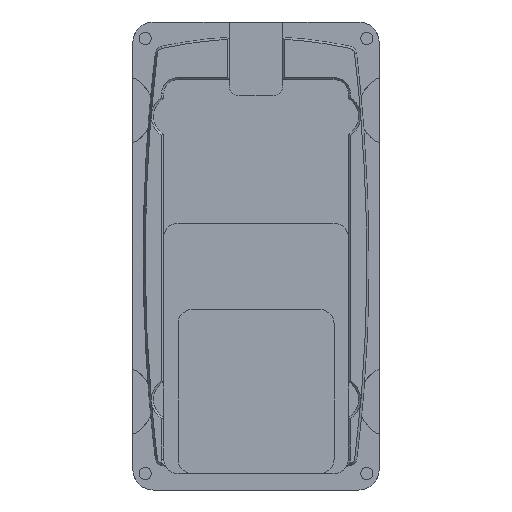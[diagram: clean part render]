
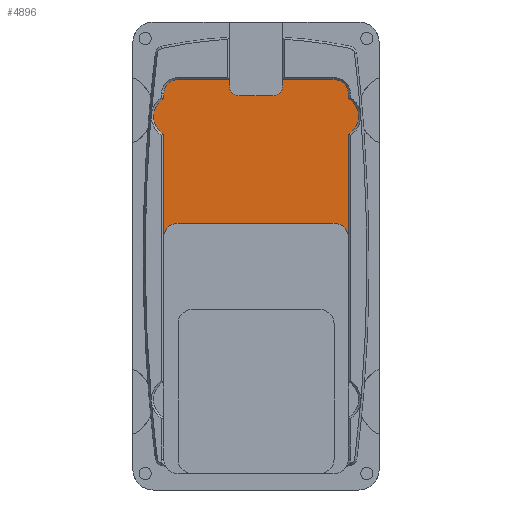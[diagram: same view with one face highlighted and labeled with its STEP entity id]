
A CAD part, front view. The second image highlights one B-rep face of the part: STEP entity #4896.
In plain terms, the highlighted planar face has unit normal (0, -1, 0).
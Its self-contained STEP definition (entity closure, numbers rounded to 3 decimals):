
#99 = VECTOR ( 'NONE', #2119, 1000. ) ;
#122 = ORIENTED_EDGE ( 'NONE', *, *, #4626, .T. ) ;
#134 = EDGE_CURVE ( 'NONE', #1785, #1766, #1874, .T. ) ;
#167 = DIRECTION ( 'NONE',  ( 0., 0., -1. ) ) ;
#259 = CARTESIAN_POINT ( 'NONE',  ( -32.952, 5., 0. ) ) ;
#267 = DIRECTION ( 'NONE',  ( -1., 0., 0. ) ) ;
#306 = CIRCLE ( 'NONE', #1937, 2.5 ) ;
#384 = EDGE_CURVE ( 'NONE', #4725, #3699, #1371, .T. ) ;
#401 = EDGE_CURVE ( 'NONE', #967, #5972, #4823, .T. ) ;
#468 = VERTEX_POINT ( 'NONE', #4925 ) ;
#617 = DIRECTION ( 'NONE',  ( 0., 0., -1. ) ) ;
#619 = DIRECTION ( 'NONE',  ( 0., 0., -1. ) ) ;
#640 = CARTESIAN_POINT ( 'NONE',  ( -16.952, 5., 62.746 ) ) ;
#785 = CIRCLE ( 'NONE', #2731, 3.5 ) ;
#858 = EDGE_CURVE ( 'NONE', #3114, #5972, #4985, .T. ) ;
#967 = VERTEX_POINT ( 'NONE', #3092 ) ;
#998 = LINE ( 'NONE', #3913, #3799 ) ;
#1083 = CARTESIAN_POINT ( 'NONE',  ( -29.452, 5., 63.246 ) ) ;
#1086 = CARTESIAN_POINT ( 'NONE',  ( 0., 5., 0. ) ) ;
#1091 = DIRECTION ( 'NONE',  ( 0., 1., 0. ) ) ;
#1116 = DIRECTION ( 'NONE',  ( 0., 0., -1. ) ) ;
#1123 = LINE ( 'NONE', #1190, #4772 ) ;
#1163 = CARTESIAN_POINT ( 'NONE',  ( -3.952, 5., 66.746 ) ) ;
#1190 = CARTESIAN_POINT ( 'NONE',  ( 12.048, 5., 0. ) ) ;
#1194 = CIRCLE ( 'NONE', #1388, 5. ) ;
#1217 = DIRECTION ( 'NONE',  ( 0., 0., -1. ) ) ;
#1220 = VERTEX_POINT ( 'NONE', #3968 ) ;
#1235 = DIRECTION ( 'NONE',  ( 0., 0., -1. ) ) ;
#1248 = EDGE_CURVE ( 'NONE', #1314, #2052, #998, .T. ) ;
#1253 = LINE ( 'NONE', #3274, #5490 ) ;
#1256 = ORIENTED_EDGE ( 'NONE', *, *, #3808, .F. ) ;
#1273 = CARTESIAN_POINT ( 'NONE',  ( -16.952, 5., 66.746 ) ) ;
#1314 = VERTEX_POINT ( 'NONE', #1163 ) ;
#1327 = DIRECTION ( 'NONE',  ( 0., -1., 0. ) ) ;
#1358 = ORIENTED_EDGE ( 'NONE', *, *, #384, .T. ) ;
#1361 = CARTESIAN_POINT ( 'NONE',  ( 8.548, 5., 63.246 ) ) ;
#1371 = CIRCLE ( 'NONE', #3003, 3.5 ) ;
#1388 = AXIS2_PLACEMENT_3D ( 'NONE', #4987, #5460, #4534 ) ;
#1564 = AXIS2_PLACEMENT_3D ( 'NONE', #2761, #4683, #4246 ) ;
#1633 = DIRECTION ( 'NONE',  ( 1., 0., 0. ) ) ;
#1681 = CARTESIAN_POINT ( 'NONE',  ( -29.452, 5., 28.246 ) ) ;
#1766 = VERTEX_POINT ( 'NONE', #2254 ) ;
#1785 = VERTEX_POINT ( 'NONE', #3277 ) ;
#1865 = CARTESIAN_POINT ( 'NONE',  ( 8.548, 5., 28.246 ) ) ;
#1874 = CIRCLE ( 'NONE', #1564, 5. ) ;
#1937 = AXIS2_PLACEMENT_3D ( 'NONE', #3015, #1091, #2568 ) ;
#1984 = PLANE ( 'NONE',  #5556 ) ;
#2046 = DIRECTION ( 'NONE',  ( 0., 0., -1. ) ) ;
#2052 = VERTEX_POINT ( 'NONE', #4139 ) ;
#2069 = CARTESIAN_POINT ( 'NONE',  ( 12.048, 5., 63.246 ) ) ;
#2077 = ORIENTED_EDGE ( 'NONE', *, *, #4078, .F. ) ;
#2087 = VERTEX_POINT ( 'NONE', #2069 ) ;
#2119 = DIRECTION ( 'NONE',  ( -1., 0., 0. ) ) ;
#2186 = VERTEX_POINT ( 'NONE', #2775 ) ;
#2254 = CARTESIAN_POINT ( 'NONE',  ( 12.048, 5., 62.077 ) ) ;
#2265 = LINE ( 'NONE', #6101, #5357 ) ;
#2343 = CARTESIAN_POINT ( 'NONE',  ( -32.952, 5., 62.077 ) ) ;
#2346 = CARTESIAN_POINT ( 'NONE',  ( -29.452, 5., 31.746 ) ) ;
#2355 = VECTOR ( 'NONE', #1633, 1000. ) ;
#2461 = VECTOR ( 'NONE', #617, 1000. ) ;
#2538 = DIRECTION ( 'NONE',  ( 0., 0., -1. ) ) ;
#2568 = DIRECTION ( 'NONE',  ( 0., 0., -1. ) ) ;
#2727 = ORIENTED_EDGE ( 'NONE', *, *, #5380, .T. ) ;
#2731 = AXIS2_PLACEMENT_3D ( 'NONE', #1361, #1327, #1235 ) ;
#2761 = CARTESIAN_POINT ( 'NONE',  ( 9.548, 5., 57.746 ) ) ;
#2765 = LINE ( 'NONE', #5550, #3786 ) ;
#2774 = CARTESIAN_POINT ( 'NONE',  ( 12.048, 5., 28.246 ) ) ;
#2775 = CARTESIAN_POINT ( 'NONE',  ( 8.548, 5., 66.746 ) ) ;
#2794 = VERTEX_POINT ( 'NONE', #4819 ) ;
#2797 = ORIENTED_EDGE ( 'NONE', *, *, #5098, .T. ) ;
#2933 = CARTESIAN_POINT ( 'NONE',  ( -16.952, 5., 0. ) ) ;
#2943 = ORIENTED_EDGE ( 'NONE', *, *, #3832, .F. ) ;
#3003 = AXIS2_PLACEMENT_3D ( 'NONE', #1083, #4120, #2046 ) ;
#3015 = CARTESIAN_POINT ( 'NONE',  ( -6.452, 5., 65.246 ) ) ;
#3027 = DIRECTION ( 'NONE',  ( 0., 1., 0. ) ) ;
#3033 = ORIENTED_EDGE ( 'NONE', *, *, #1248, .T. ) ;
#3092 = CARTESIAN_POINT ( 'NONE',  ( -14.452, 5., 62.746 ) ) ;
#3114 = VERTEX_POINT ( 'NONE', #1273 ) ;
#3136 = CARTESIAN_POINT ( 'NONE',  ( -14.452, 5., 65.246 ) ) ;
#3243 = LINE ( 'NONE', #4190, #4281 ) ;
#3273 = ORIENTED_EDGE ( 'NONE', *, *, #858, .F. ) ;
#3274 = CARTESIAN_POINT ( 'NONE',  ( 12.048, 5., 0. ) ) ;
#3277 = CARTESIAN_POINT ( 'NONE',  ( 12.048, 5., 53.416 ) ) ;
#3288 = DIRECTION ( 'NONE',  ( 0., 0., -1. ) ) ;
#3553 = DIRECTION ( 'NONE',  ( 0., -1., 0. ) ) ;
#3558 = CARTESIAN_POINT ( 'NONE',  ( -32.952, 5., 53.416 ) ) ;
#3591 = LINE ( 'NONE', #640, #2355 ) ;
#3615 = ORIENTED_EDGE ( 'NONE', *, *, #4648, .T. ) ;
#3619 = EDGE_CURVE ( 'NONE', #468, #5777, #5586, .T. ) ;
#3676 = AXIS2_PLACEMENT_3D ( 'NONE', #1865, #6003, #5054 ) ;
#3699 = VERTEX_POINT ( 'NONE', #3880 ) ;
#3739 = ORIENTED_EDGE ( 'NONE', *, *, #5389, .T. ) ;
#3786 = VECTOR ( 'NONE', #5077, 1000. ) ;
#3799 = VECTOR ( 'NONE', #2538, 1000. ) ;
#3805 = VERTEX_POINT ( 'NONE', #3558 ) ;
#3808 = EDGE_CURVE ( 'NONE', #1785, #5777, #1123, .T. ) ;
#3830 = LINE ( 'NONE', #259, #6167 ) ;
#3832 = EDGE_CURVE ( 'NONE', #967, #1220, #3591, .T. ) ;
#3880 = CARTESIAN_POINT ( 'NONE',  ( -32.952, 5., 63.246 ) ) ;
#3913 = CARTESIAN_POINT ( 'NONE',  ( -3.952, 5., 0. ) ) ;
#3921 = EDGE_CURVE ( 'NONE', #468, #4813, #5419, .T. ) ;
#3968 = CARTESIAN_POINT ( 'NONE',  ( -6.452, 5., 62.746 ) ) ;
#3974 = EDGE_CURVE ( 'NONE', #2052, #1220, #306, .T. ) ;
#4037 = VERTEX_POINT ( 'NONE', #2343 ) ;
#4078 = EDGE_CURVE ( 'NONE', #2087, #1766, #1253, .T. ) ;
#4120 = DIRECTION ( 'NONE',  ( 0., -1., 0. ) ) ;
#4139 = CARTESIAN_POINT ( 'NONE',  ( -3.952, 5., 65.246 ) ) ;
#4190 = CARTESIAN_POINT ( 'NONE',  ( 0., 5., 66.746 ) ) ;
#4246 = DIRECTION ( 'NONE',  ( 0., 0., -1. ) ) ;
#4281 = VECTOR ( 'NONE', #267, 1000. ) ;
#4534 = DIRECTION ( 'NONE',  ( 0., 0., -1. ) ) ;
#4626 = EDGE_CURVE ( 'NONE', #3114, #4725, #3243, .T. ) ;
#4648 = EDGE_CURVE ( 'NONE', #2186, #1314, #2765, .T. ) ;
#4683 = DIRECTION ( 'NONE',  ( 0., -1., 0. ) ) ;
#4725 = VERTEX_POINT ( 'NONE', #5827 ) ;
#4772 = VECTOR ( 'NONE', #167, 1000. ) ;
#4813 = VERTEX_POINT ( 'NONE', #2346 ) ;
#4819 = CARTESIAN_POINT ( 'NONE',  ( -32.952, 5., 28.246 ) ) ;
#4823 = CIRCLE ( 'NONE', #5630, 2.5 ) ;
#4896 = ADVANCED_FACE ( 'NONE', ( #5003 ), #1984, .T. ) ;
#4925 = CARTESIAN_POINT ( 'NONE',  ( 8.548, 5., 31.746 ) ) ;
#4932 = ORIENTED_EDGE ( 'NONE', *, *, #134, .T. ) ;
#4946 = CIRCLE ( 'NONE', #5754, 3.5 ) ;
#4976 = ORIENTED_EDGE ( 'NONE', *, *, #401, .T. ) ;
#4985 = LINE ( 'NONE', #2933, #2461 ) ;
#4987 = CARTESIAN_POINT ( 'NONE',  ( -30.452, 5., 57.746 ) ) ;
#5003 = FACE_OUTER_BOUND ( 'NONE', #5497, .T. ) ;
#5054 = DIRECTION ( 'NONE',  ( 0., 0., -1. ) ) ;
#5077 = DIRECTION ( 'NONE',  ( -1., 0., 0. ) ) ;
#5098 = EDGE_CURVE ( 'NONE', #3699, #4037, #3830, .T. ) ;
#5357 = VECTOR ( 'NONE', #3288, 1000. ) ;
#5373 = CARTESIAN_POINT ( 'NONE',  ( -16.952, 5., 65.246 ) ) ;
#5380 = EDGE_CURVE ( 'NONE', #4037, #3805, #1194, .T. ) ;
#5389 = EDGE_CURVE ( 'NONE', #2794, #4813, #4946, .T. ) ;
#5411 = ORIENTED_EDGE ( 'NONE', *, *, #5748, .T. ) ;
#5419 = LINE ( 'NONE', #5516, #99 ) ;
#5460 = DIRECTION ( 'NONE',  ( 0., -1., 0. ) ) ;
#5473 = DIRECTION ( 'NONE',  ( 0., 0., -1. ) ) ;
#5490 = VECTOR ( 'NONE', #6120, 1000. ) ;
#5497 = EDGE_LOOP ( 'NONE', ( #122, #1358, #2797, #2727, #5411, #3739, #5567, #6038, #1256, #4932, #2077, #6006, #3615, #3033, #5922, #2943, #4976, #3273 ) ) ;
#5516 = CARTESIAN_POINT ( 'NONE',  ( -32.952, 5., 31.746 ) ) ;
#5550 = CARTESIAN_POINT ( 'NONE',  ( 0., 5., 66.746 ) ) ;
#5556 = AXIS2_PLACEMENT_3D ( 'NONE', #1086, #3553, #5473 ) ;
#5567 = ORIENTED_EDGE ( 'NONE', *, *, #3921, .F. ) ;
#5586 = CIRCLE ( 'NONE', #3676, 3.5 ) ;
#5630 = AXIS2_PLACEMENT_3D ( 'NONE', #3136, #5916, #1116 ) ;
#5651 = EDGE_CURVE ( 'NONE', #2087, #2186, #785, .T. ) ;
#5748 = EDGE_CURVE ( 'NONE', #3805, #2794, #2265, .T. ) ;
#5754 = AXIS2_PLACEMENT_3D ( 'NONE', #1681, #3027, #619 ) ;
#5777 = VERTEX_POINT ( 'NONE', #2774 ) ;
#5827 = CARTESIAN_POINT ( 'NONE',  ( -29.452, 5., 66.746 ) ) ;
#5916 = DIRECTION ( 'NONE',  ( 0., 1., 0. ) ) ;
#5922 = ORIENTED_EDGE ( 'NONE', *, *, #3974, .T. ) ;
#5972 = VERTEX_POINT ( 'NONE', #5373 ) ;
#6003 = DIRECTION ( 'NONE',  ( 0., 1., 0. ) ) ;
#6006 = ORIENTED_EDGE ( 'NONE', *, *, #5651, .T. ) ;
#6038 = ORIENTED_EDGE ( 'NONE', *, *, #3619, .T. ) ;
#6101 = CARTESIAN_POINT ( 'NONE',  ( -32.952, 5., 0. ) ) ;
#6120 = DIRECTION ( 'NONE',  ( 0., 0., -1. ) ) ;
#6167 = VECTOR ( 'NONE', #1217, 1000. ) ;
